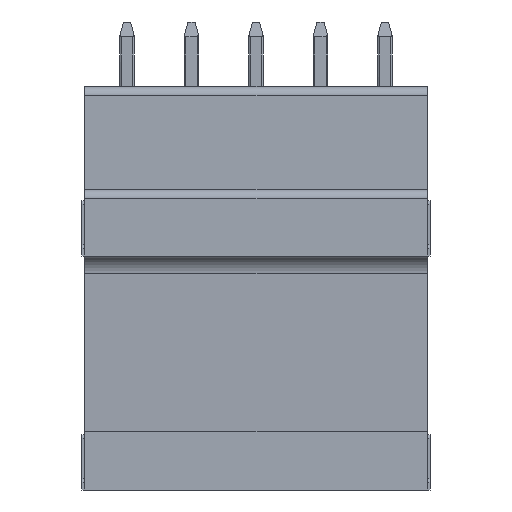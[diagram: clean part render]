
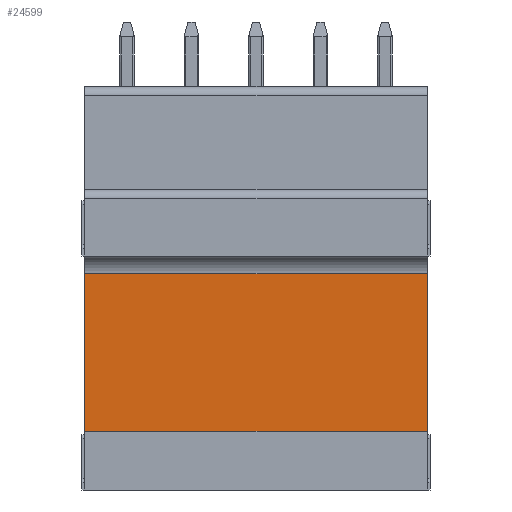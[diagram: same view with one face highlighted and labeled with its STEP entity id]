
A CAD part, front view. The second image highlights one B-rep face of the part: STEP entity #24599.
In plain terms, the highlighted planar face has unit normal (0, -1, -0.026).
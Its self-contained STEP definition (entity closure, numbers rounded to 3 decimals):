
#8364=DIRECTION('',(-1.,0.,0.));
#8365=VECTOR('',#8364,18.6);
#8366=CARTESIAN_POINT('',(-0.15,4.2,-9.5));
#8367=LINE('',#8366,#8365);
#8372=DIRECTION('',(0.,0.026,-1.));
#8373=VECTOR('',#8372,8.529);
#8374=CARTESIAN_POINT('',(-18.75,3.98,-0.974));
#8375=LINE('',#8374,#8373);
#8376=DIRECTION('',(-1.,0.,0.));
#8377=VECTOR('',#8376,18.6);
#8378=CARTESIAN_POINT('',(-0.15,3.98,-0.974));
#8379=LINE('',#8378,#8377);
#8380=DIRECTION('',(0.,0.026,-1.));
#8381=VECTOR('',#8380,8.529);
#8382=CARTESIAN_POINT('',(-0.15,3.98,-0.974));
#8383=LINE('',#8382,#8381);
#13199=CARTESIAN_POINT('',(-0.15,3.98,-0.974));
#13200=VERTEX_POINT('',#13199);
#13201=CARTESIAN_POINT('',(-0.15,4.2,-9.5));
#13202=VERTEX_POINT('',#13201);
#13319=CARTESIAN_POINT('',(-18.75,3.98,-0.974));
#13320=VERTEX_POINT('',#13319);
#13321=CARTESIAN_POINT('',(-18.75,4.2,-9.5));
#13322=VERTEX_POINT('',#13321);
#24586=CARTESIAN_POINT('',(0.,3.98,-0.974));
#24587=DIRECTION('',(0.,-1.,-0.026));
#24588=DIRECTION('',(0.,0.026,-1.));
#24589=AXIS2_PLACEMENT_3D('',#24586,#24587,#24588);
#24590=PLANE('',#24589);
#24591=ORIENTED_EDGE('',*,*,#18764,.F.);
#24593=ORIENTED_EDGE('',*,*,#24592,.F.);
#24595=ORIENTED_EDGE('',*,*,#24594,.T.);
#24596=ORIENTED_EDGE('',*,*,#24578,.T.);
#24597=EDGE_LOOP('',(#24591,#24593,#24595,#24596));
#24598=FACE_OUTER_BOUND('',#24597,.F.);
#24599=ADVANCED_FACE('',(#24598),#24590,.T.);
#18764=EDGE_CURVE('',#13320,#13322,#8375,.T.);
#24578=EDGE_CURVE('',#13202,#13322,#8367,.T.);
#24592=EDGE_CURVE('',#13200,#13320,#8379,.T.);
#24594=EDGE_CURVE('',#13200,#13202,#8383,.T.);
